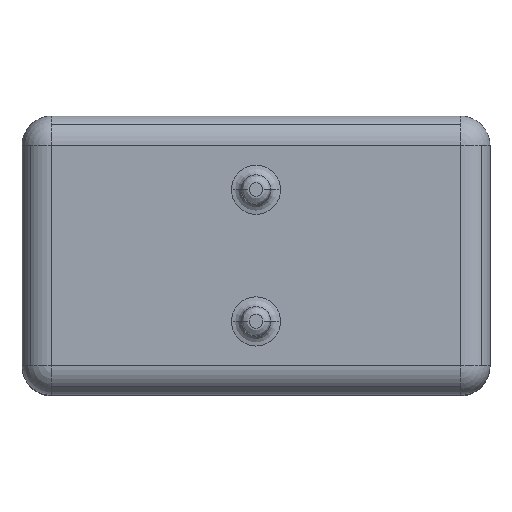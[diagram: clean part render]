
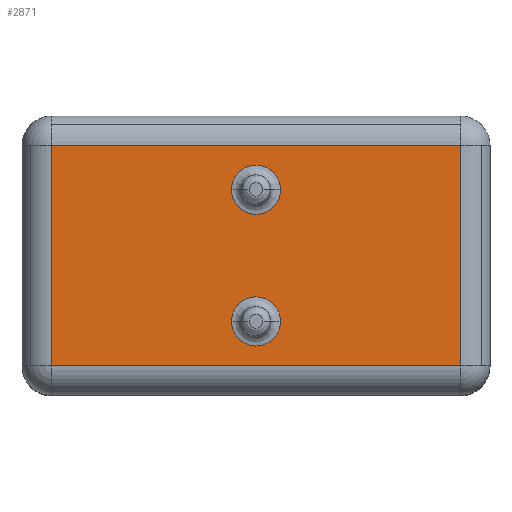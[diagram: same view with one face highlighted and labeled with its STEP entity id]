
A CAD part, top view. The second image highlights one B-rep face of the part: STEP entity #2871.
In plain terms, the highlighted planar face has unit normal (0, 0, 1).
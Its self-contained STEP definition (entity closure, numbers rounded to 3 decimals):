
#359=CARTESIAN_POINT('',(3.146,2.508,5.806));
#360=VERTEX_POINT('',#359);
#377=CARTESIAN_POINT('',(2.511,2.508,5.806));
#378=VERTEX_POINT('',#377);
#386=CARTESIAN_POINT('',(2.829,2.508,5.806));
#387=DIRECTION('',(0.0,0.0,1.0));
#388=DIRECTION('',(-1.0,0.0,0.0));
#389=AXIS2_PLACEMENT_3D('',#386,#387,#388);
#390=CIRCLE('',#389,0.318);
#391=EDGE_CURVE('',#378,#360,#390,.T.);
#451=CARTESIAN_POINT('',(3.146,0.806,5.806));
#452=VERTEX_POINT('',#451);
#469=CARTESIAN_POINT('',(2.511,0.806,5.806));
#470=VERTEX_POINT('',#469);
#478=CARTESIAN_POINT('',(2.829,0.806,5.806));
#479=DIRECTION('',(0.0,0.0,1.0));
#480=DIRECTION('',(-1.0,0.0,0.0));
#481=AXIS2_PLACEMENT_3D('',#478,#479,#480);
#482=CIRCLE('',#481,0.318);
#483=EDGE_CURVE('',#470,#452,#482,.T.);
#987=CARTESIAN_POINT('',(0.187,3.079,5.806));
#988=VERTEX_POINT('',#987);
#996=CARTESIAN_POINT('',(5.471,3.079,5.806));
#997=VERTEX_POINT('',#996);
#998=CARTESIAN_POINT('',(0.187,3.079,5.806));
#999=DIRECTION('',(1.0,0.0,0.0));
#1000=VECTOR('',#999,5.283);
#1001=LINE('',#998,#1000);
#1002=EDGE_CURVE('',#988,#997,#1001,.T.);
#1036=CARTESIAN_POINT('',(5.471,0.234,5.806));
#1037=VERTEX_POINT('',#1036);
#1038=CARTESIAN_POINT('',(5.471,3.079,5.806));
#1039=DIRECTION('',(0.0,-1.0,0.0));
#1040=VECTOR('',#1039,2.845);
#1041=LINE('',#1038,#1040);
#1042=EDGE_CURVE('',#997,#1037,#1041,.T.);
#1111=CARTESIAN_POINT('',(0.187,0.234,5.806));
#1112=VERTEX_POINT('',#1111);
#1120=CARTESIAN_POINT('',(0.187,0.234,5.806));
#1121=DIRECTION('',(0.0,1.0,0.0));
#1122=VECTOR('',#1121,2.845);
#1123=LINE('',#1120,#1122);
#1124=EDGE_CURVE('',#1112,#988,#1123,.T.);
#1158=CARTESIAN_POINT('',(5.471,0.234,5.806));
#1159=DIRECTION('',(-1.0,0.0,0.0));
#1160=VECTOR('',#1159,5.283);
#1161=LINE('',#1158,#1160);
#1162=EDGE_CURVE('',#1037,#1112,#1161,.T.);
#2840=CARTESIAN_POINT('',(2.003,0.857,5.806));
#2841=DIRECTION('',(0.0,0.0,1.0));
#2842=DIRECTION('',(1.0,0.0,0.0));
#2843=AXIS2_PLACEMENT_3D('',#2840,#2841,#2842);
#2844=PLANE('',#2843);
#2845=ORIENTED_EDGE('',*,*,#1162,.F.);
#2846=ORIENTED_EDGE('',*,*,#1042,.F.);
#2847=ORIENTED_EDGE('',*,*,#1002,.F.);
#2848=ORIENTED_EDGE('',*,*,#1124,.F.);
#2849=EDGE_LOOP('',(#2845,#2846,#2847,#2848));
#2850=FACE_OUTER_BOUND('',#2849,.T.);
#2851=CARTESIAN_POINT('',(2.829,0.806,5.806));
#2852=DIRECTION('',(0.0,0.0,1.0));
#2853=DIRECTION('',(-1.0,0.0,0.0));
#2854=AXIS2_PLACEMENT_3D('',#2851,#2852,#2853);
#2855=CIRCLE('',#2854,0.318);
#2856=EDGE_CURVE('',#452,#470,#2855,.T.);
#2857=ORIENTED_EDGE('',*,*,#2856,.F.);
#2858=ORIENTED_EDGE('',*,*,#483,.F.);
#2859=EDGE_LOOP('',(#2857,#2858));
#2860=FACE_BOUND('',#2859,.T.);
#2861=CARTESIAN_POINT('',(2.829,2.508,5.806));
#2862=DIRECTION('',(0.0,0.0,1.0));
#2863=DIRECTION('',(-1.0,0.0,0.0));
#2864=AXIS2_PLACEMENT_3D('',#2861,#2862,#2863);
#2865=CIRCLE('',#2864,0.318);
#2866=EDGE_CURVE('',#360,#378,#2865,.T.);
#2867=ORIENTED_EDGE('',*,*,#2866,.F.);
#2868=ORIENTED_EDGE('',*,*,#391,.F.);
#2869=EDGE_LOOP('',(#2867,#2868));
#2870=FACE_BOUND('',#2869,.T.);
#2871=ADVANCED_FACE('',(#2850,#2860,#2870),#2844,.T.);
